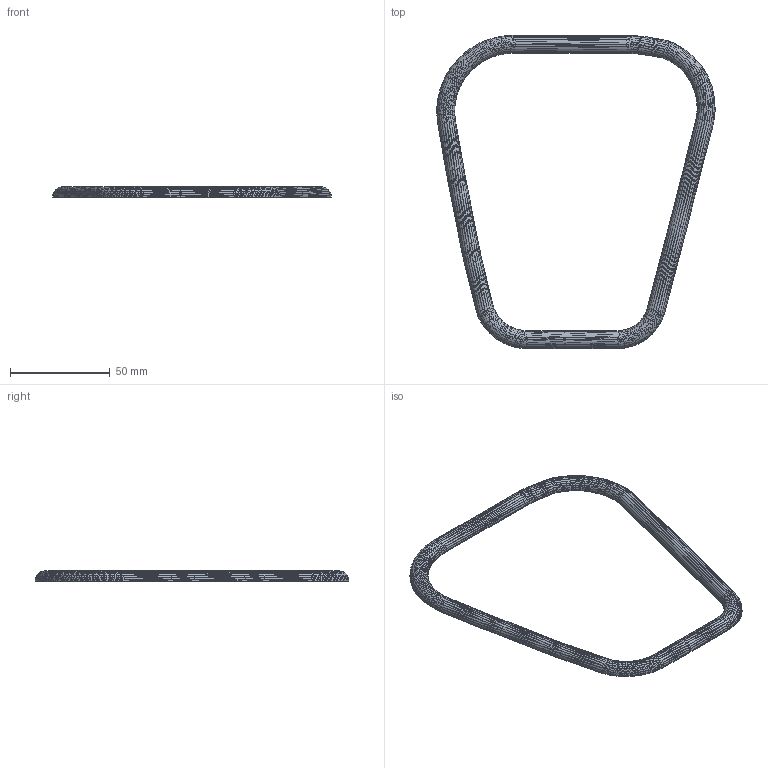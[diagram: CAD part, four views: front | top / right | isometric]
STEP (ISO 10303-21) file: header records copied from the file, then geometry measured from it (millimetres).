
FILE_DESCRIPTION(('FreeCAD Model'),'2;1');
FILE_NAME('emb4 step.step', '2020-04-14T11:55:51',('Author'),(''), 'Open CASCADE STEP processor 7.3','FreeCAD','Unknown');
FILE_SCHEMA(('AUTOMOTIVE_DESIGN { 1 0 10303 214 1 1 1 1 }'));
Products named in the file (1): embase_4001
Bounding box: 139.53 x 157 x 5.1 mm (x, y, z)
Surface area: 11477.8 mm2 (no closed solid volume)
Topology: 0 solids, 1 shells, 2282 faces, 3423 edges, 1141 vertices
Faces by surface type: plane 2282
Entity records: 85604 total; most frequent: CARTESIAN_POINT 17116, DIRECTION 11412, ORIENTED_EDGE 6846, LINE 6846, VECTOR 6846, PCURVE 6846, DEFINITIONAL_REPRESENTATION 6846, EDGE_CURVE 3423
